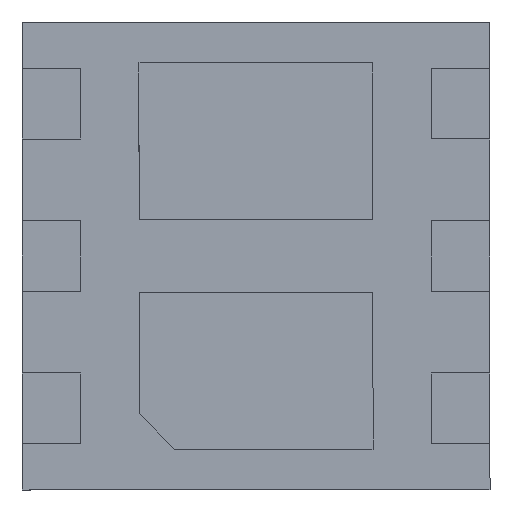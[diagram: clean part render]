
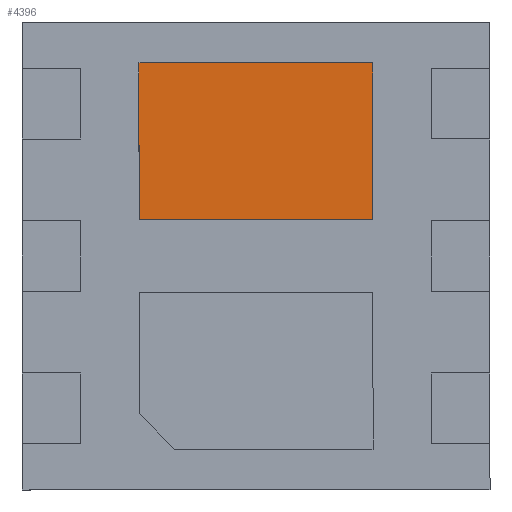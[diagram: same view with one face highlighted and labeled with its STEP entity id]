
A CAD part, front view. The second image highlights one B-rep face of the part: STEP entity #4396.
In plain terms, the highlighted planar face has unit normal (0, -1, 0).
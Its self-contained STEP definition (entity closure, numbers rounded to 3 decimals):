
#634 = VERTEX_POINT ( 'NONE', #4860 ) ;
#862 = DIRECTION ( 'NONE',  ( 0., 0., -1. ) ) ;
#1181 = VERTEX_POINT ( 'NONE', #5652 ) ;
#1277 = VECTOR ( 'NONE', #5360, 1000. ) ;
#1306 = DIRECTION ( 'NONE',  ( 0., 0., 1. ) ) ;
#1408 = VERTEX_POINT ( 'NONE', #3845 ) ;
#1622 = VECTOR ( 'NONE', #862, 1000. ) ;
#1783 = CARTESIAN_POINT ( 'NONE',  ( -0.5, 0., 0.155 ) ) ;
#1856 = FACE_OUTER_BOUND ( 'NONE', #6548, .T. ) ;
#1966 = AXIS2_PLACEMENT_3D ( 'NONE', #5145, #5062, #6162 ) ;
#2190 = LINE ( 'NONE', #5269, #4099 ) ;
#2521 = ORIENTED_EDGE ( 'NONE', *, *, #3410, .T. ) ;
#2549 = PLANE ( 'NONE',  #1966 ) ;
#3014 = CARTESIAN_POINT ( 'NONE',  ( 0.5, 0., 0.155 ) ) ;
#3410 = EDGE_CURVE ( 'NONE', #1408, #6467, #5014, .T. ) ;
#3531 = VECTOR ( 'NONE', #5546, 1000. ) ;
#3563 = EDGE_CURVE ( 'NONE', #6467, #1181, #4555, .T. ) ;
#3845 = CARTESIAN_POINT ( 'NONE',  ( -0.5, 0., 0.825 ) ) ;
#3858 = ORIENTED_EDGE ( 'NONE', *, *, #5455, .T. ) ;
#4099 = VECTOR ( 'NONE', #1306, 1000. ) ;
#4396 = ADVANCED_FACE ( 'NONE', ( #1856 ), #2549, .T. ) ;
#4555 = LINE ( 'NONE', #3014, #3531 ) ;
#4848 = LINE ( 'NONE', #5884, #1277 ) ;
#4860 = CARTESIAN_POINT ( 'NONE',  ( 0.5, 0., 0.825 ) ) ;
#4886 = ORIENTED_EDGE ( 'NONE', *, *, #5035, .T. ) ;
#5014 = LINE ( 'NONE', #6448, #1622 ) ;
#5035 = EDGE_CURVE ( 'NONE', #634, #1408, #4848, .T. ) ;
#5062 = DIRECTION ( 'NONE',  ( 0., -1., 0. ) ) ;
#5145 = CARTESIAN_POINT ( 'NONE',  ( 0., 0., 0. ) ) ;
#5269 = CARTESIAN_POINT ( 'NONE',  ( 0.5, 0., 0.825 ) ) ;
#5271 = ORIENTED_EDGE ( 'NONE', *, *, #3563, .T. ) ;
#5360 = DIRECTION ( 'NONE',  ( -1., 0., 0. ) ) ;
#5455 = EDGE_CURVE ( 'NONE', #1181, #634, #2190, .T. ) ;
#5546 = DIRECTION ( 'NONE',  ( 1., 0., 0. ) ) ;
#5652 = CARTESIAN_POINT ( 'NONE',  ( 0.5, 0., 0.155 ) ) ;
#5884 = CARTESIAN_POINT ( 'NONE',  ( 0.5, 0., 0.825 ) ) ;
#6162 = DIRECTION ( 'NONE',  ( 1., 0., 0. ) ) ;
#6448 = CARTESIAN_POINT ( 'NONE',  ( -0.5, 0., 0.825 ) ) ;
#6467 = VERTEX_POINT ( 'NONE', #1783 ) ;
#6548 = EDGE_LOOP ( 'NONE', ( #5271, #3858, #4886, #2521 ) ) ;
